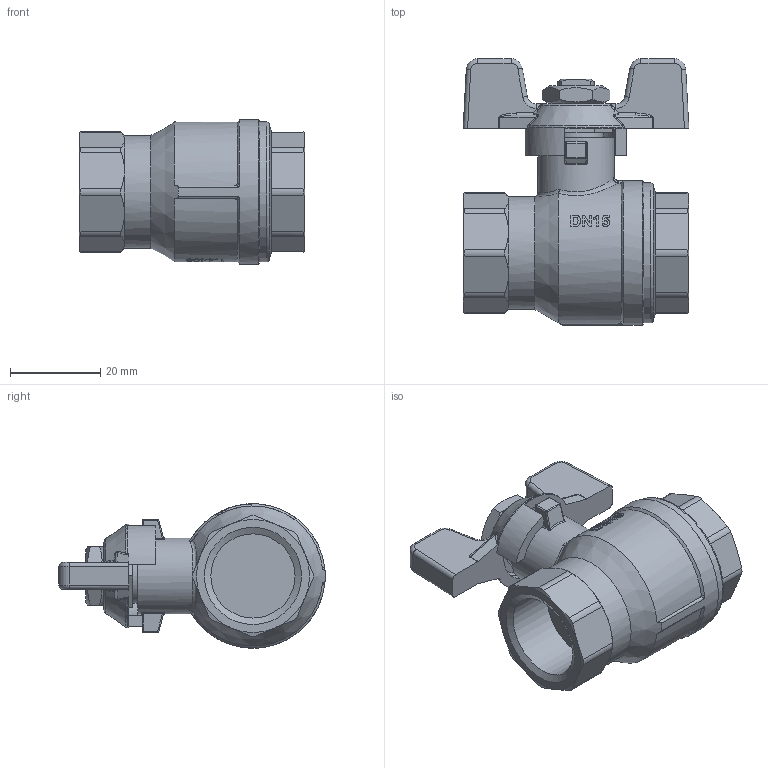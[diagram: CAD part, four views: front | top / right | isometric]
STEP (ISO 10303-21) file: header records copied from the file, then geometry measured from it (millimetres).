
FILE_DESCRIPTION (( 'STEP AP214' ), '1' );
FILE_NAME ('DVGW-K2-012-WF0-4 Kugelhahn FG 2205.STEP', '2022-05-02T12:20:48', ( '' ), ( '' ), 'SwSTEP 2.0', 'SolidWorks 2019', '' );
FILE_SCHEMA (( 'AUTOMOTIVE_DESIGN' ));
Length unit declared in the file: millimetre
Products named in the file (1): DVGW-K2-012-WF0-4 Kugelhahn FG 2205
Bounding box: 50 x 59 x 31.97 mm (x, y, z)
Volume: 33027.6 mm3; surface area: 11099.5 mm2
Topology: 1 solids, 1 shells, 494 faces, 1238 edges, 766 vertices
Faces by surface type: plane 158, bspline 135, cylinder 119, cone 46, torus 24, sphere 12
Full cylindrical faces by diameter (mm): 8 x1, 12.124 x1, 13 x1, 17 x1, 18 x1, 18.631 x2, 25 x1, 31 x1, 32 x1
Entity records: 20954 total; most frequent: CARTESIAN_POINT 9333, ORIENTED_EDGE 2386, DIRECTION 1668, EDGE_CURVE 1193, VERTEX_POINT 755, AXIS2_PLACEMENT_3D 609, EDGE_LOOP 548, FACE_OUTER_BOUND 506
